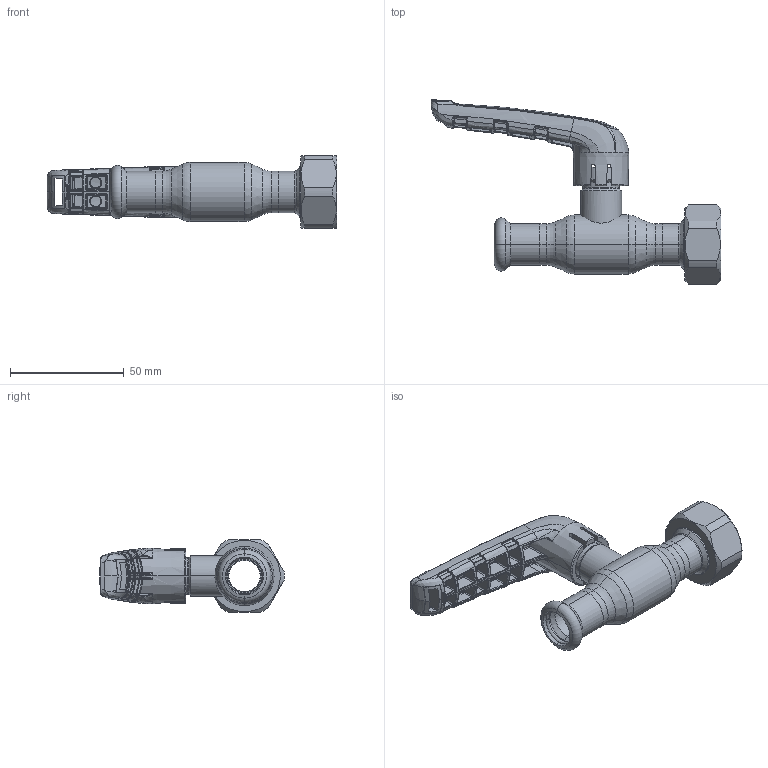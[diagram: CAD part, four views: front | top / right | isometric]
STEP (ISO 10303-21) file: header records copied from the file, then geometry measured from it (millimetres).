
FILE_DESCRIPTION (( 'STEP AP214' ), '1' );
FILE_NAME ('1010001410-xxxx.step', '2019-05-07T11:35:21', ( '' ), ( '' ), 'SwSTEP 2.0', 'SolidWorks 2017', '' );
FILE_SCHEMA (( 'AUTOMOTIVE_DESIGN' ));
Length unit declared in the file: millimetre
Products named in the file (1): 1010001410-xxxx
Bounding box: 127.48 x 81.17 x 32 mm (x, y, z)
Surface area: 23780.7 mm2 (no closed solid volume)
Topology: 0 solids, 14 shells, 844 faces, 2504 edges, 1564 vertices
Faces by surface type: bspline 665, plane 59, cylinder 56, cone 37, torus 27
Entity records: 69950 total; most frequent: CARTESIAN_POINT 44204, ORIENTED_EDGE 4293, EDGE_CURVE 2476, DIRECTION 1729, B_SPLINE_CURVE_WITH_KNOTS 1688, VERTEX_POINT 1564, EDGE_LOOP 869, UNCERTAINTY_MEASURE_WITH_UNIT 846
